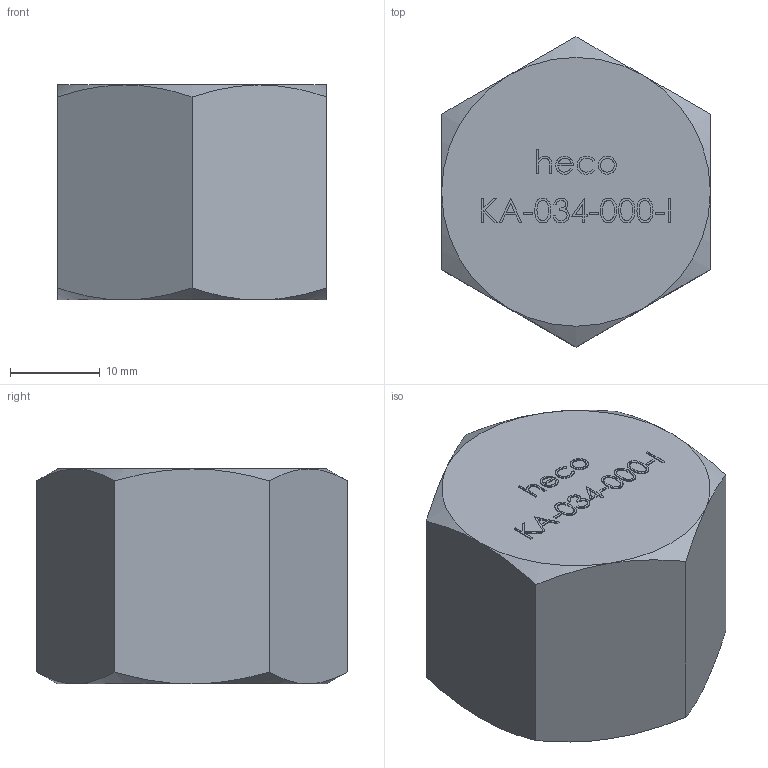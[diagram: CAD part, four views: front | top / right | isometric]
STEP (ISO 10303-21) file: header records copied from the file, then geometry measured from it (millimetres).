
FILE_DESCRIPTION (( 'STEP AP214' ), '1' );
FILE_NAME ('heco KA-034-000-I.STEP', '2016-01-12T09:38:58', ( 'test' ), ( '' ), 'SwSTEP 2.0', 'SolidWorks 2011', '' );
FILE_SCHEMA (( 'AUTOMOTIVE_DESIGN' ));
Length unit declared in the file: millimetre
Products named in the file (1): heco KA-034-000-I
Bounding box: 30 x 34.64 x 24.1 mm (x, y, z)
Volume: 9447.5 mm3; surface area: 5438.3 mm2
Topology: 1 solids, 1 shells, 200 faces, 505 edges, 332 vertices
Faces by surface type: plane 100, bspline 85, cone 13, torus 1, cylinder 1
Full cylindrical faces by diameter (mm): 24.117 x1
Entity records: 13358 total; most frequent: CARTESIAN_POINT 6968, ORIENTED_EDGE 1004, DIRECTION 556, EDGE_CURVE 502, VERTEX_POINT 332, LINE 292, VECTOR 292, EDGE_LOOP 228
